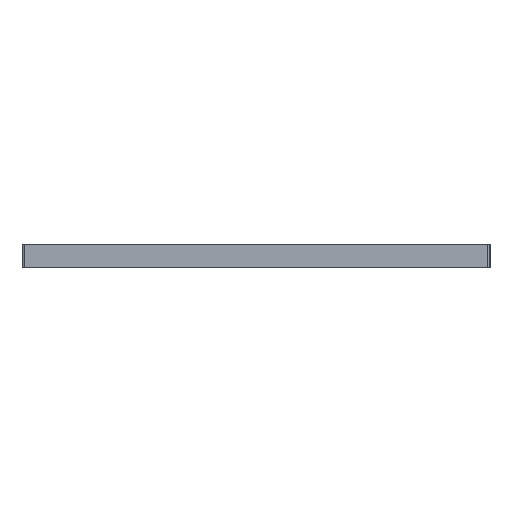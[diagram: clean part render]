
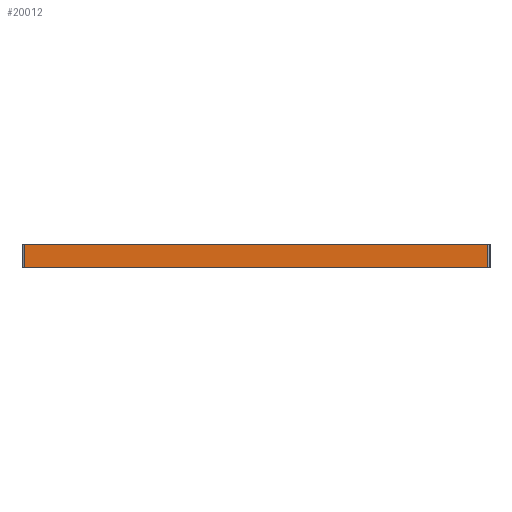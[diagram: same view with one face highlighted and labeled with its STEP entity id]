
A CAD part, left-side view. The second image highlights one B-rep face of the part: STEP entity #20012.
In plain terms, the highlighted planar face has unit normal (-1, 0, 0).
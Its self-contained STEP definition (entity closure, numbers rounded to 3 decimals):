
#411 = DIRECTION ( 'NONE',  ( 1., 0., 0. ) ) ;
#1738 = EDGE_CURVE ( 'NONE', #20842, #35587, #11139, .T. ) ;
#3934 = AXIS2_PLACEMENT_3D ( 'NONE', #38344, #411, #22588 ) ;
#4429 = CARTESIAN_POINT ( 'NONE',  ( -150., 99., 10. ) ) ;
#5501 = CARTESIAN_POINT ( 'NONE',  ( -150., -100., 0. ) ) ;
#6885 = VERTEX_POINT ( 'NONE', #4429 ) ;
#6925 = VECTOR ( 'NONE', #18420, 1000. ) ;
#8946 = LINE ( 'NONE', #14942, #23836 ) ;
#11139 = LINE ( 'NONE', #5501, #35421 ) ;
#11742 = DIRECTION ( 'NONE',  ( 0., -1., 0. ) ) ;
#11872 = VECTOR ( 'NONE', #26647, 1000. ) ;
#14542 = ORIENTED_EDGE ( 'NONE', *, *, #27101, .T. ) ;
#14677 = ORIENTED_EDGE ( 'NONE', *, *, #34178, .T. ) ;
#14942 = CARTESIAN_POINT ( 'NONE',  ( -150., -100., 10. ) ) ;
#15339 = FACE_OUTER_BOUND ( 'NONE', #17356, .T. ) ;
#15364 = LINE ( 'NONE', #21483, #6925 ) ;
#15719 = ORIENTED_EDGE ( 'NONE', *, *, #1738, .T. ) ;
#17356 = EDGE_LOOP ( 'NONE', ( #15719, #14677, #20198, #14542 ) ) ;
#18420 = DIRECTION ( 'NONE',  ( 0., 0., 1. ) ) ;
#19385 = PLANE ( 'NONE',  #3934 ) ;
#19517 = CARTESIAN_POINT ( 'NONE',  ( -150., -99., 0. ) ) ;
#20012 = ADVANCED_FACE ( 'NONE', ( #15339 ), #19385, .F. ) ;
#20198 = ORIENTED_EDGE ( 'NONE', *, *, #39597, .F. ) ;
#20842 = VERTEX_POINT ( 'NONE', #36766 ) ;
#21483 = CARTESIAN_POINT ( 'NONE',  ( -150., -99., 10. ) ) ;
#22588 = DIRECTION ( 'NONE',  ( 0., 0., -1. ) ) ;
#23330 = CARTESIAN_POINT ( 'NONE',  ( -150., 99., 10. ) ) ;
#23836 = VECTOR ( 'NONE', #11742, 1000. ) ;
#26647 = DIRECTION ( 'NONE',  ( 0., 0., -1. ) ) ;
#27101 = EDGE_CURVE ( 'NONE', #6885, #20842, #28741, .T. ) ;
#28741 = LINE ( 'NONE', #23330, #11872 ) ;
#30608 = VERTEX_POINT ( 'NONE', #37418 ) ;
#34178 = EDGE_CURVE ( 'NONE', #35587, #30608, #15364, .T. ) ;
#35421 = VECTOR ( 'NONE', #37193, 1000. ) ;
#35587 = VERTEX_POINT ( 'NONE', #19517 ) ;
#36766 = CARTESIAN_POINT ( 'NONE',  ( -150., 99., 0. ) ) ;
#37193 = DIRECTION ( 'NONE',  ( 0., -1., 0. ) ) ;
#37418 = CARTESIAN_POINT ( 'NONE',  ( -150., -99., 10. ) ) ;
#38344 = CARTESIAN_POINT ( 'NONE',  ( -150., -100., 10. ) ) ;
#39597 = EDGE_CURVE ( 'NONE', #6885, #30608, #8946, .T. ) ;
